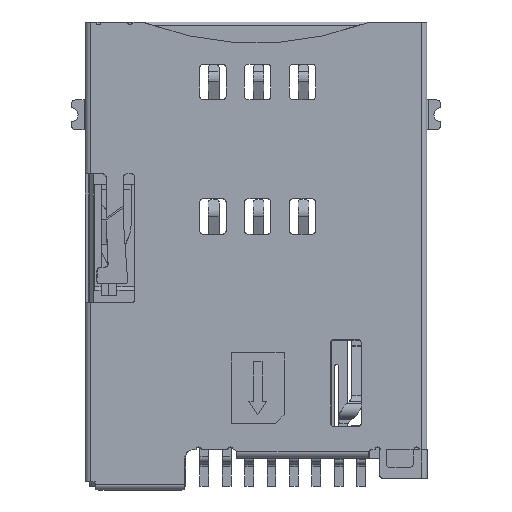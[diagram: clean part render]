
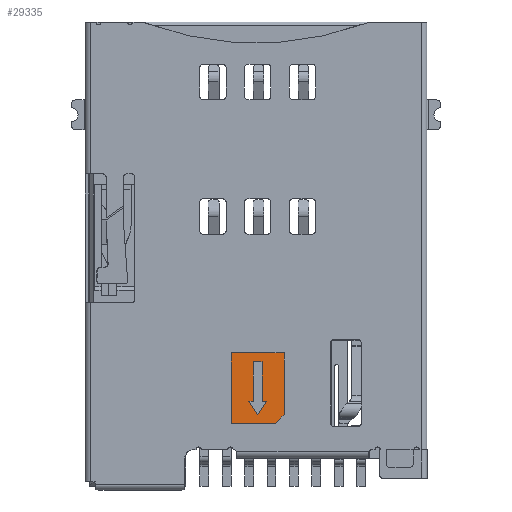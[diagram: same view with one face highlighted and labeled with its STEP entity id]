
A CAD part, top view. The second image highlights one B-rep face of the part: STEP entity #29335.
In plain terms, the highlighted planar face has unit normal (0, 0, 1).
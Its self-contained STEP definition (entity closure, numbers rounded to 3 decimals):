
#10480=DIRECTION('',(0.,1.,0.));
#10481=VECTOR('',#10480,4.);
#10482=CARTESIAN_POINT('',(24.338,1.612,1.92));
#10483=LINE('',#10482,#10481);
#10496=DIRECTION('',(1.,0.,0.));
#10497=VECTOR('',#10496,2.5);
#10498=CARTESIAN_POINT('',(24.338,1.612,1.92));
#10499=LINE('',#10498,#10497);
#10500=DIRECTION('',(-1.,0.,0.));
#10501=VECTOR('',#10500,3.);
#10502=CARTESIAN_POINT('',(27.338,5.612,1.92));
#10503=LINE('',#10502,#10501);
#10504=DIRECTION('',(0.,1.,0.));
#10505=VECTOR('',#10504,3.5);
#10506=CARTESIAN_POINT('',(27.338,2.112,1.92));
#10507=LINE('',#10506,#10505);
#10508=DIRECTION('',(0.707,0.707,0.));
#10509=VECTOR('',#10508,0.707);
#10510=CARTESIAN_POINT('',(26.838,1.612,1.92));
#10511=LINE('',#10510,#10509);
#10512=DIRECTION('',(1.,0.,0.));
#10513=VECTOR('',#10512,0.25);
#10514=CARTESIAN_POINT('',(25.338,2.862,1.92));
#10515=LINE('',#10514,#10513);
#10516=DIRECTION('',(-0.555,0.832,0.));
#10517=VECTOR('',#10516,0.901);
#10518=CARTESIAN_POINT('',(25.838,2.112,1.92));
#10519=LINE('',#10518,#10517);
#10520=DIRECTION('',(-0.555,-0.832,0.));
#10521=VECTOR('',#10520,0.901);
#10522=CARTESIAN_POINT('',(26.338,2.862,1.92));
#10523=LINE('',#10522,#10521);
#10524=DIRECTION('',(1.,0.,0.));
#10525=VECTOR('',#10524,0.25);
#10526=CARTESIAN_POINT('',(26.088,2.862,1.92));
#10527=LINE('',#10526,#10525);
#10528=DIRECTION('',(0.,-1.,0.));
#10529=VECTOR('',#10528,2.25);
#10530=CARTESIAN_POINT('',(26.088,5.112,1.92));
#10531=LINE('',#10530,#10529);
#10544=DIRECTION('',(0.,-1.,0.));
#10545=VECTOR('',#10544,2.25);
#10546=CARTESIAN_POINT('',(25.588,5.112,1.92));
#10547=LINE('',#10546,#10545);
#10552=DIRECTION('',(-1.,0.,0.));
#10553=VECTOR('',#10552,0.5);
#10554=CARTESIAN_POINT('',(26.088,5.112,1.92));
#10555=LINE('',#10554,#10553);
#13960=CARTESIAN_POINT('',(27.338,5.612,1.92));
#13961=VERTEX_POINT('',#13960);
#13962=CARTESIAN_POINT('',(24.338,5.612,1.92));
#13963=VERTEX_POINT('',#13962);
#13964=CARTESIAN_POINT('',(24.338,1.612,1.92));
#13965=VERTEX_POINT('',#13964);
#13966=CARTESIAN_POINT('',(27.338,2.112,1.92));
#13967=VERTEX_POINT('',#13966);
#13968=CARTESIAN_POINT('',(26.838,1.612,1.92));
#13969=VERTEX_POINT('',#13968);
#13970=CARTESIAN_POINT('',(25.838,2.112,1.92));
#13971=CARTESIAN_POINT('',(25.338,2.862,1.92));
#13972=VERTEX_POINT('',#13970);
#13973=VERTEX_POINT('',#13971);
#13974=CARTESIAN_POINT('',(26.338,2.862,1.92));
#13975=VERTEX_POINT('',#13974);
#13976=CARTESIAN_POINT('',(26.088,2.862,1.92));
#13977=VERTEX_POINT('',#13976);
#13978=CARTESIAN_POINT('',(26.088,5.112,1.92));
#13979=VERTEX_POINT('',#13978);
#13980=CARTESIAN_POINT('',(25.588,5.112,1.92));
#13981=VERTEX_POINT('',#13980);
#13982=CARTESIAN_POINT('',(25.588,2.862,1.92));
#13983=VERTEX_POINT('',#13982);
#29307=CARTESIAN_POINT('',(25.452,4.626,1.92));
#29308=DIRECTION('',(0.,0.,1.));
#29309=DIRECTION('',(0.,-1.,0.));
#29310=AXIS2_PLACEMENT_3D('',#29307,#29308,#29309);
#29311=PLANE('',#29310);
#29312=ORIENTED_EDGE('',*,*,#29302,.F.);
#29313=ORIENTED_EDGE('',*,*,#29289,.T.);
#29314=ORIENTED_EDGE('',*,*,#29275,.F.);
#29315=ORIENTED_EDGE('',*,*,#29261,.F.);
#29316=ORIENTED_EDGE('',*,*,#29247,.F.);
#29317=EDGE_LOOP('',(#29312,#29313,#29314,#29315,#29316));
#29318=FACE_OUTER_BOUND('',#29317,.F.);
#29320=ORIENTED_EDGE('',*,*,#29319,.F.);
#29322=ORIENTED_EDGE('',*,*,#29321,.F.);
#29324=ORIENTED_EDGE('',*,*,#29323,.F.);
#29326=ORIENTED_EDGE('',*,*,#29325,.F.);
#29328=ORIENTED_EDGE('',*,*,#29327,.F.);
#29330=ORIENTED_EDGE('',*,*,#29329,.T.);
#29332=ORIENTED_EDGE('',*,*,#29331,.T.);
#29333=EDGE_LOOP('',(#29320,#29322,#29324,#29326,#29328,#29330,#29332));
#29334=FACE_BOUND('',#29333,.F.);
#29335=ADVANCED_FACE('',(#29318,#29334),#29311,.T.);
#29247=EDGE_CURVE('',#13969,#13967,#10511,.T.);
#29261=EDGE_CURVE('',#13967,#13961,#10507,.T.);
#29275=EDGE_CURVE('',#13961,#13963,#10503,.T.);
#29289=EDGE_CURVE('',#13965,#13963,#10483,.T.);
#29302=EDGE_CURVE('',#13965,#13969,#10499,.T.);
#29319=EDGE_CURVE('',#13973,#13983,#10515,.T.);
#29321=EDGE_CURVE('',#13972,#13973,#10519,.T.);
#29323=EDGE_CURVE('',#13975,#13972,#10523,.T.);
#29325=EDGE_CURVE('',#13977,#13975,#10527,.T.);
#29327=EDGE_CURVE('',#13979,#13977,#10531,.T.);
#29329=EDGE_CURVE('',#13979,#13981,#10555,.T.);
#29331=EDGE_CURVE('',#13981,#13983,#10547,.T.);
